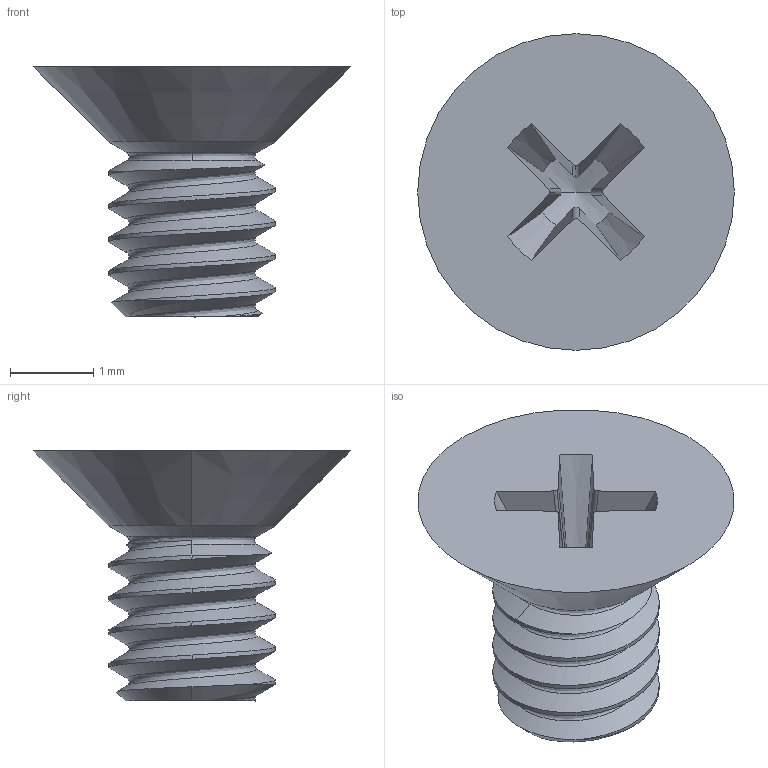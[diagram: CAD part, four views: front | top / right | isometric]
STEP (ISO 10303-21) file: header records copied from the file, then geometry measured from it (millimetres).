
FILE_DESCRIPTION (( 'STEP AP214' ), '1' );
FILE_NAME ('M3_3MM.STEP', '2023-09-23T05:57:40', ( '' ), ( '' ), 'SwSTEP 2.0', 'SolidWorks 2016', '' );
FILE_SCHEMA (( 'AUTOMOTIVE_DESIGN' ));
Length unit declared in the file: metre
Products named in the file (2): Imported_3; M3_3MM
Assembly tree (1 placements, depth 2):
  M3_3MM
    Imported_3
Bounding box: 3.8 x 3.8 x 3 mm (x, y, z)
Volume: 10.2 mm3; surface area: 49.1 mm2
Topology: 1 solids, 1 shells, 44 faces, 126 edges, 83 vertices
Faces by surface type: cylinder 15, cone 14, plane 10, bspline 5
Entity records: 8117 total; most frequent: CARTESIAN_POINT 6550, ORIENTED_EDGE 248, DIRECTION 173, EDGE_CURVE 124, VERTEX_POINT 83, AXIS2_PLACEMENT_3D 69, B_SPLINE_CURVE_WITH_KNOTS 57, UNCERTAINTY_MEASURE_WITH_UNIT 48
